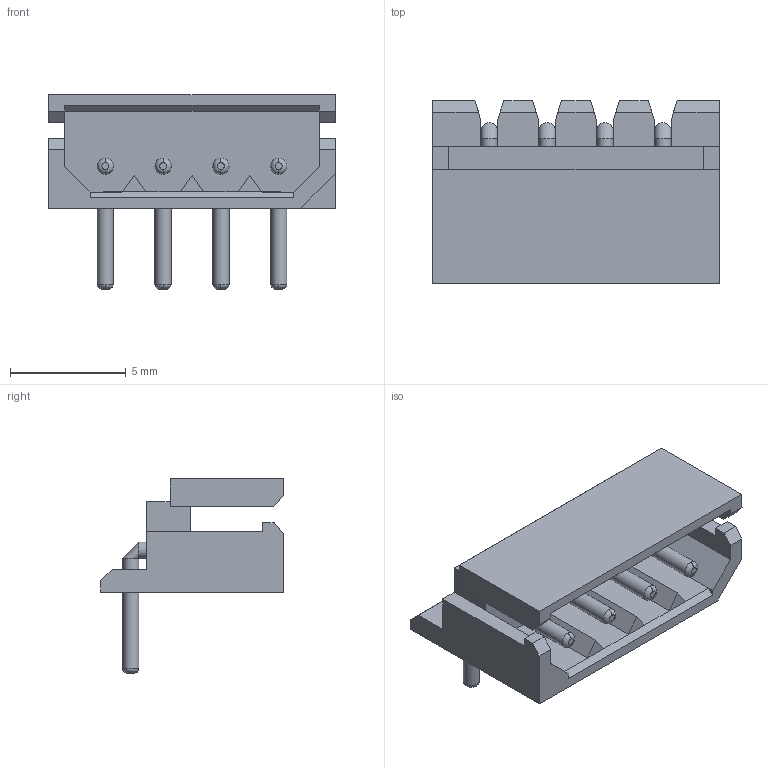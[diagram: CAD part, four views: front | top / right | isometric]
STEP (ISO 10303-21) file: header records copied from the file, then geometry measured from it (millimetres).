
FILE_DESCRIPTION(('FreeCAD Model'),'2;1');
FILE_NAME('Open CASCADE Shape Model','2021-07-20T00:10:13',('Author'),( ''),'Open CASCADE STEP processor 7.4','FreeCAD','Unknown');
FILE_SCHEMA(('AUTOMOTIVE_DESIGN { 1 0 10303 214 1 1 1 1 }'));
Length unit declared in the file: millimetre
Products named in the file (1): PIN_4_sp
Bounding box: 12.4 x 7.9 x 8.4 mm (x, y, z)
Volume: 216.8 mm3; surface area: 562.5 mm2
Topology: 1 solids, 1 shells, 131 faces, 343 edges, 214 vertices
Faces by surface type: plane 99, revolution 16, cylinder 12, torus 4
Full cylindrical faces by diameter (mm): 0.7 x12
Entity records: 4681 total; most frequent: CARTESIAN_POINT 805, ORIENTED_EDGE 670, DIRECTION 647, EDGE_CURVE 335, LINE 247, VECTOR 247, VERTEX_POINT 214, AXIS2_PLACEMENT_3D 192
